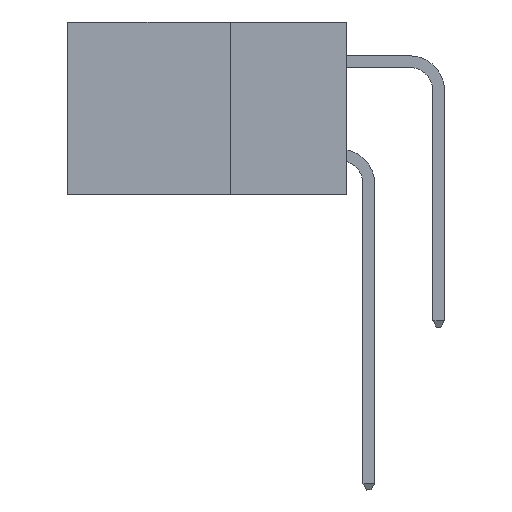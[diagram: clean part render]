
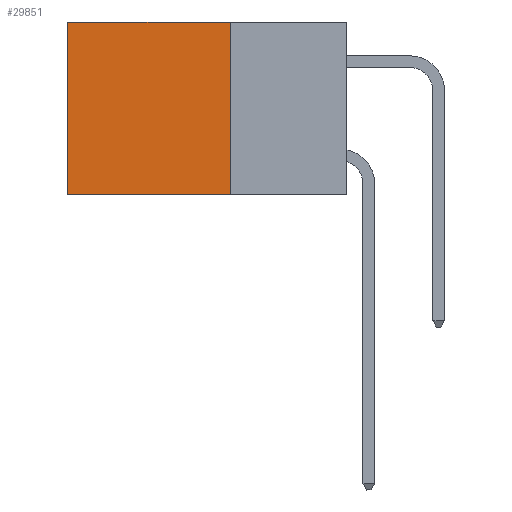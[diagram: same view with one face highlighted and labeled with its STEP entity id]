
A CAD part, left-side view. The second image highlights one B-rep face of the part: STEP entity #29851.
In plain terms, the highlighted planar face has unit normal (-1, 0, 0).
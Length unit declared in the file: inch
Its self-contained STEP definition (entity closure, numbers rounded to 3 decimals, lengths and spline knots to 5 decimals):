
#267 = CARTESIAN_POINT ( 'NONE',  ( 0.2875, 0.6, 0. ) ) ;
#1478 = VECTOR ( 'NONE', #41036, 39.37008 ) ;
#2976 = VECTOR ( 'NONE', #24045, 39.37008 ) ;
#5246 = PLANE ( 'NONE',  #31680 ) ;
#8109 = VERTEX_POINT ( 'NONE', #267 ) ;
#8429 = VERTEX_POINT ( 'NONE', #12507 ) ;
#8707 = DIRECTION ( 'NONE',  ( 0., 1., 0. ) ) ;
#8958 = DIRECTION ( 'NONE',  ( 0., 0., -1. ) ) ;
#9341 = FACE_OUTER_BOUND ( 'NONE', #29244, .T. ) ;
#10332 = EDGE_CURVE ( 'NONE', #24089, #8109, #44203, .T. ) ;
#11832 = ORIENTED_EDGE ( 'NONE', *, *, #10332, .T. ) ;
#12339 = LINE ( 'NONE', #15511, #13481 ) ;
#12507 = CARTESIAN_POINT ( 'NONE',  ( 0.2875, 0.6, -0.37 ) ) ;
#13481 = VECTOR ( 'NONE', #8707, 39.37008 ) ;
#15511 = CARTESIAN_POINT ( 'NONE',  ( 0.2875, 0.25, -0.37 ) ) ;
#15920 = CARTESIAN_POINT ( 'NONE',  ( 0.2875, 0.25, 0. ) ) ;
#16569 = LINE ( 'NONE', #30397, #2976 ) ;
#19085 = DIRECTION ( 'NONE',  ( 1., 0., 0. ) ) ;
#21000 = EDGE_CURVE ( 'NONE', #24089, #30878, #16569, .T. ) ;
#21803 = ORIENTED_EDGE ( 'NONE', *, *, #38649, .F. ) ;
#22162 = CARTESIAN_POINT ( 'NONE',  ( 0.2875, 0.25, -0.37 ) ) ;
#23142 = EDGE_CURVE ( 'NONE', #8109, #8429, #39363, .T. ) ;
#24045 = DIRECTION ( 'NONE',  ( 0., 0., -1. ) ) ;
#24089 = VERTEX_POINT ( 'NONE', #15920 ) ;
#28507 = ORIENTED_EDGE ( 'NONE', *, *, #23142, .T. ) ;
#29244 = EDGE_LOOP ( 'NONE', ( #28507, #21803, #30503, #11832 ) ) ;
#29851 = ADVANCED_FACE ( 'NONE', ( #9341 ), #5246, .F. ) ;
#29923 = VECTOR ( 'NONE', #8958, 39.37008 ) ;
#30397 = CARTESIAN_POINT ( 'NONE',  ( 0.2875, 0.25, 0. ) ) ;
#30503 = ORIENTED_EDGE ( 'NONE', *, *, #21000, .F. ) ;
#30878 = VERTEX_POINT ( 'NONE', #22162 ) ;
#31680 = AXIS2_PLACEMENT_3D ( 'NONE', #44035, #19085, #36561 ) ;
#36187 = CARTESIAN_POINT ( 'NONE',  ( 0.2875, 0.6, 0. ) ) ;
#36561 = DIRECTION ( 'NONE',  ( 0., 0., -1. ) ) ;
#38649 = EDGE_CURVE ( 'NONE', #30878, #8429, #12339, .T. ) ;
#39363 = LINE ( 'NONE', #36187, #29923 ) ;
#41036 = DIRECTION ( 'NONE',  ( 0., 1., 0. ) ) ;
#41483 = CARTESIAN_POINT ( 'NONE',  ( 0.2875, 0.25, 0. ) ) ;
#44035 = CARTESIAN_POINT ( 'NONE',  ( 0.2875, 0.25, 0. ) ) ;
#44203 = LINE ( 'NONE', #41483, #1478 ) ;
